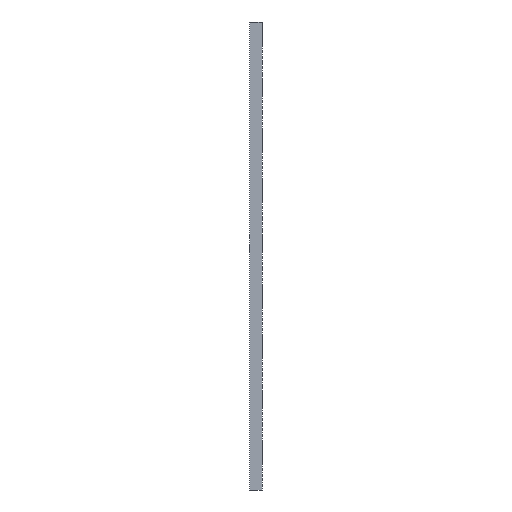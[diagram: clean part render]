
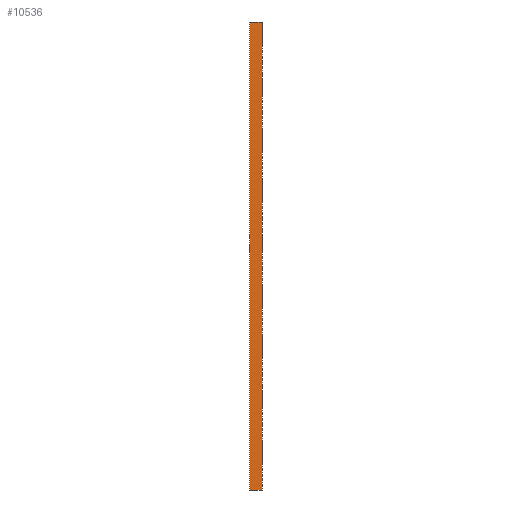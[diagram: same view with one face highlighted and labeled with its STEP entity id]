
A CAD part, left-side view. The second image highlights one B-rep face of the part: STEP entity #10536.
In plain terms, the highlighted planar face has unit normal (-1, 0, 0).
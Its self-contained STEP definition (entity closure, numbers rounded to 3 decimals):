
#354 = AXIS2_PLACEMENT_3D ( 'NONE', #8242, #8250, #8251 ) ;
#1008 = EDGE_CURVE ( 'NONE', #1240, #1247, #3963, .T. ) ;
#1240 = VERTEX_POINT ( 'NONE', #10294 ) ;
#1247 = VERTEX_POINT ( 'NONE', #10301 ) ;
#1250 = VERTEX_POINT ( 'NONE', #10304 ) ;
#1623 = LINE ( 'NONE', #7614, #1625 ) ;
#1625 = VECTOR ( 'NONE', #7615, 1000. ) ;
#1626 = LINE ( 'NONE', #7617, #1629 ) ;
#1628 = LINE ( 'NONE', #7619, #1631 ) ;
#1629 = VECTOR ( 'NONE', #7618, 1000. ) ;
#1631 = VECTOR ( 'NONE', #7620, 1000. ) ;
#3599 = CARTESIAN_POINT ( 'NONE',  ( -0.8, 79., 1500. ) ) ;
#3601 = DIRECTION ( 'NONE',  ( 0., -1., 0. ) ) ;
#3963 = LINE ( 'NONE', #3599, #3966 ) ;
#3966 = VECTOR ( 'NONE', #3601, 1000. ) ;
#4885 = VERTEX_POINT ( 'NONE', #9594 ) ;
#5031 = EDGE_LOOP ( 'NONE', ( #6416, #6415, #6414, #6413 ) ) ;
#6413 = ORIENTED_EDGE ( 'NONE', *, *, #10893, .T. ) ;
#6414 = ORIENTED_EDGE ( 'NONE', *, *, #1008, .F. ) ;
#6415 = ORIENTED_EDGE ( 'NONE', *, *, #10896, .T. ) ;
#6416 = ORIENTED_EDGE ( 'NONE', *, *, #10895, .T. ) ;
#7238 = FACE_OUTER_BOUND ( 'NONE', #5031, .T. ) ;
#7614 = CARTESIAN_POINT ( 'NONE',  ( -0.8, 79., 1500. ) ) ;
#7615 = DIRECTION ( 'NONE',  ( 0., 0., -1. ) ) ;
#7617 = CARTESIAN_POINT ( 'NONE',  ( -0.8, 79., -1500. ) ) ;
#7618 = DIRECTION ( 'NONE',  ( 0., -1., 0. ) ) ;
#7619 = CARTESIAN_POINT ( 'NONE',  ( -0.8, 0., 1500. ) ) ;
#7620 = DIRECTION ( 'NONE',  ( 0., 0., 1. ) ) ;
#8242 = CARTESIAN_POINT ( 'NONE',  ( -0.8, 79., 1500. ) ) ;
#8247 = PLANE ( 'NONE',  #354 ) ;
#8250 = DIRECTION ( 'NONE',  ( 1., 0., 0. ) ) ;
#8251 = DIRECTION ( 'NONE',  ( 0., 1., 0. ) ) ;
#9594 = CARTESIAN_POINT ( 'NONE',  ( -0.8, 79., -1500. ) ) ;
#10294 = CARTESIAN_POINT ( 'NONE',  ( -0.8, 79., 1500. ) ) ;
#10301 = CARTESIAN_POINT ( 'NONE',  ( -0.8, 0., 1500. ) ) ;
#10304 = CARTESIAN_POINT ( 'NONE',  ( -0.8, 0., -1500. ) ) ;
#10536 = ADVANCED_FACE ( 'NONE', ( #7238 ), #8247, .F. ) ;
#10893 = EDGE_CURVE ( 'NONE', #1240, #4885, #1623, .T. ) ;
#10895 = EDGE_CURVE ( 'NONE', #4885, #1250, #1626, .T. ) ;
#10896 = EDGE_CURVE ( 'NONE', #1250, #1247, #1628, .T. ) ;
